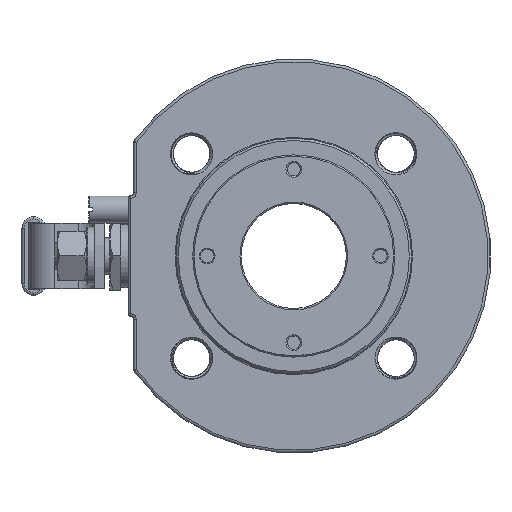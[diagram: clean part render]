
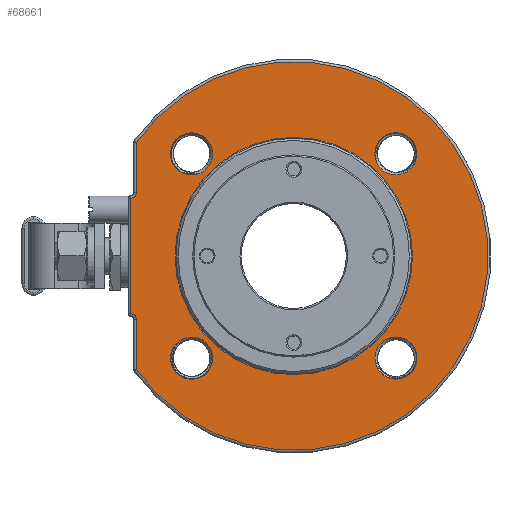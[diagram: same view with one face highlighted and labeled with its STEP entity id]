
A CAD part, left-side view. The second image highlights one B-rep face of the part: STEP entity #68661.
In plain terms, the highlighted planar face has unit normal (-1, 0, 0).
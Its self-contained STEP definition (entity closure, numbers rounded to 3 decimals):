
#1223 = EDGE_CURVE ( 'NONE', #13798, #13798, #14259, .T. ) ;
#1226 = EDGE_CURVE ( 'NONE', #63979, #63979, #14271, .T. ) ;
#1299 = EDGE_CURVE ( 'NONE', #65583, #65454, #62995, .T. ) ;
#1374 = EDGE_CURVE ( 'NONE', #65420, #65545, #20201, .T. ) ;
#1430 = EDGE_CURVE ( 'NONE', #65454, #65518, #65176, .T. ) ;
#3915 = AXIS2_PLACEMENT_3D ( 'NONE', #23028, #23031, #23034 ) ;
#4366 = AXIS2_PLACEMENT_3D ( 'NONE', #25626, #25628, #25630 ) ;
#12890 = CARTESIAN_POINT ( 'NONE',  ( -30.5, 60., -24. ) ) ;
#12922 = CARTESIAN_POINT ( 'NONE',  ( -30.5, 60., 43.313 ) ) ;
#12935 = CARTESIAN_POINT ( 'NONE',  ( -30.5, 62., 22. ) ) ;
#12979 = CARTESIAN_POINT ( 'NONE',  ( -30.5, 60., 24. ) ) ;
#13002 = CARTESIAN_POINT ( 'NONE',  ( -30.5, 62., -22. ) ) ;
#13031 = CARTESIAN_POINT ( 'NONE',  ( -30.5, 60., -43.313 ) ) ;
#13054 = CARTESIAN_POINT ( 'NONE',  ( -30.5, 62., 24. ) ) ;
#13056 = DIRECTION ( 'NONE',  ( -1., 0., 0. ) ) ;
#13059 = DIRECTION ( 'NONE',  ( 0., -1., 0. ) ) ;
#13798 = VERTEX_POINT ( 'NONE', #72080 ) ;
#13809 = VERTEX_POINT ( 'NONE', #73143 ) ;
#13822 = VERTEX_POINT ( 'NONE', #72619 ) ;
#13887 = VERTEX_POINT ( 'NONE', #67353 ) ;
#14259 = CIRCLE ( 'NONE', #20381, 8. ) ;
#14271 = CIRCLE ( 'NONE', #20398, 45.207 ) ;
#17764 = CARTESIAN_POINT ( 'NONE',  ( -30.5, 0., 0. ) ) ;
#17765 = DIRECTION ( 'NONE',  ( -1., 0., 0. ) ) ;
#17766 = DIRECTION ( 'NONE',  ( 0., -1., 0. ) ) ;
#18065 = CARTESIAN_POINT ( 'NONE',  ( -30.5, 62., -24. ) ) ;
#18066 = DIRECTION ( 'NONE',  ( -1., 0., 0. ) ) ;
#18067 = DIRECTION ( 'NONE',  ( 0., -1., 0. ) ) ;
#18315 = CARTESIAN_POINT ( 'NONE',  ( -30.5, 60., 0. ) ) ;
#18316 = DIRECTION ( 'NONE',  ( 0., 0., -1. ) ) ;
#19875 = DIRECTION ( 'NONE',  ( 1., 0., 0. ) ) ;
#19877 = DIRECTION ( 'NONE',  ( 0., -1., 0. ) ) ;
#19908 = CARTESIAN_POINT ( 'NONE',  ( -30.5, 0., 0. ) ) ;
#19910 = DIRECTION ( 'NONE',  ( 1., 0., 0. ) ) ;
#19912 = DIRECTION ( 'NONE',  ( 0., -1., 0. ) ) ;
#20156 = VECTOR ( 'NONE', #45967, 1000. ) ;
#20158 = LINE ( 'NONE', #46918, #20156 ) ;
#20170 = CIRCLE ( 'NONE', #20788, 8. ) ;
#20201 = CIRCLE ( 'NONE', #20929, 2. ) ;
#20381 = AXIS2_PLACEMENT_3D ( 'NONE', #34987, #19875, #19877 ) ;
#20398 = AXIS2_PLACEMENT_3D ( 'NONE', #19908, #19910, #19912 ) ;
#20668 = AXIS2_PLACEMENT_3D ( 'NONE', #17764, #17765, #17766 ) ;
#20788 = AXIS2_PLACEMENT_3D ( 'NONE', #47056, #45844, #45640 ) ;
#20929 = AXIS2_PLACEMENT_3D ( 'NONE', #18065, #18066, #18067 ) ;
#22991 = CARTESIAN_POINT ( 'NONE',  ( -30.5, 38.891, 38.891 ) ) ;
#22993 = DIRECTION ( 'NONE',  ( 1., 0., 0. ) ) ;
#22996 = DIRECTION ( 'NONE',  ( 0., -1., 0. ) ) ;
#23028 = CARTESIAN_POINT ( 'NONE',  ( -30.5, -38.891, 38.891 ) ) ;
#23031 = DIRECTION ( 'NONE',  ( 1., 0., 0. ) ) ;
#23034 = DIRECTION ( 'NONE',  ( 0., -1., 0. ) ) ;
#25624 = PLANE ( 'NONE',  #4366 ) ;
#25626 = CARTESIAN_POINT ( 'NONE',  ( -30.5, 75., 0. ) ) ;
#25628 = DIRECTION ( 'NONE',  ( -1., 0., 0. ) ) ;
#25630 = DIRECTION ( 'NONE',  ( 0., -1., 0. ) ) ;
#26716 = EDGE_CURVE ( 'NONE', #13887, #13887, #73974, .T. ) ;
#34987 = CARTESIAN_POINT ( 'NONE',  ( -30.5, 38.891, -38.891 ) ) ;
#38814 = EDGE_CURVE ( 'NONE', #13822, #13822, #20170, .T. ) ;
#38815 = EDGE_CURVE ( 'NONE', #65466, #65545, #20158, .T. ) ;
#38889 = EDGE_CURVE ( 'NONE', #65420, #65583, #52924, .T. ) ;
#39496 = EDGE_LOOP ( 'NONE', ( #57467 ) ) ;
#39497 = EDGE_LOOP ( 'NONE', ( #57948 ) ) ;
#39501 = EDGE_LOOP ( 'NONE', ( #57469 ) ) ;
#39502 = EDGE_LOOP ( 'NONE', ( #57909 ) ) ;
#39503 = EDGE_LOOP ( 'NONE', ( #57342 ) ) ;
#39509 = EDGE_LOOP ( 'NONE', ( #57836, #57477, #57998, #57996, #57987, #57985 ) ) ;
#45640 = DIRECTION ( 'NONE',  ( 0., -1., 0. ) ) ;
#45844 = DIRECTION ( 'NONE',  ( 1., 0., 0. ) ) ;
#45967 = DIRECTION ( 'NONE',  ( 0., 0., -1. ) ) ;
#46918 = CARTESIAN_POINT ( 'NONE',  ( -30.5, 62., 0. ) ) ;
#47056 = CARTESIAN_POINT ( 'NONE',  ( -30.5, -38.891, -38.891 ) ) ;
#47371 = AXIS2_PLACEMENT_3D ( 'NONE', #22991, #22993, #22996 ) ;
#52825 = FACE_BOUND ( 'NONE', #39503, .T. ) ;
#52841 = FACE_BOUND ( 'NONE', #39497, .T. ) ;
#52903 = FACE_BOUND ( 'NONE', #39502, .T. ) ;
#52924 = LINE ( 'NONE', #64781, #53573 ) ;
#52935 = FACE_BOUND ( 'NONE', #39496, .T. ) ;
#53267 = FACE_OUTER_BOUND ( 'NONE', #39509, .T. ) ;
#53409 = FACE_BOUND ( 'NONE', #39501, .T. ) ;
#53573 = VECTOR ( 'NONE', #64593, 1000. ) ;
#53619 = AXIS2_PLACEMENT_3D ( 'NONE', #13054, #13056, #13059 ) ;
#57342 = ORIENTED_EDGE ( 'NONE', *, *, #1223, .T. ) ;
#57467 = ORIENTED_EDGE ( 'NONE', *, *, #38814, .T. ) ;
#57469 = ORIENTED_EDGE ( 'NONE', *, *, #68180, .T. ) ;
#57477 = ORIENTED_EDGE ( 'NONE', *, *, #1299, .T. ) ;
#57836 = ORIENTED_EDGE ( 'NONE', *, *, #38889, .T. ) ;
#57909 = ORIENTED_EDGE ( 'NONE', *, *, #26716, .T. ) ;
#57948 = ORIENTED_EDGE ( 'NONE', *, *, #1226, .T. ) ;
#57985 = ORIENTED_EDGE ( 'NONE', *, *, #1374, .F. ) ;
#57987 = ORIENTED_EDGE ( 'NONE', *, *, #38815, .T. ) ;
#57996 = ORIENTED_EDGE ( 'NONE', *, *, #67975, .F. ) ;
#57998 = ORIENTED_EDGE ( 'NONE', *, *, #1430, .T. ) ;
#62995 = CIRCLE ( 'NONE', #20668, 74. ) ;
#63979 = VERTEX_POINT ( 'NONE', #70777 ) ;
#64593 = DIRECTION ( 'NONE',  ( 0., 0., -1. ) ) ;
#64781 = CARTESIAN_POINT ( 'NONE',  ( -30.5, 60., 0. ) ) ;
#64915 = VECTOR ( 'NONE', #18316, 1000. ) ;
#65176 = LINE ( 'NONE', #18315, #64915 ) ;
#65420 = VERTEX_POINT ( 'NONE', #12890 ) ;
#65454 = VERTEX_POINT ( 'NONE', #12922 ) ;
#65466 = VERTEX_POINT ( 'NONE', #12935 ) ;
#65518 = VERTEX_POINT ( 'NONE', #12979 ) ;
#65545 = VERTEX_POINT ( 'NONE', #13002 ) ;
#65583 = VERTEX_POINT ( 'NONE', #13031 ) ;
#67353 = CARTESIAN_POINT ( 'NONE',  ( -30.5, 38.891, 30.891 ) ) ;
#67975 = EDGE_CURVE ( 'NONE', #65466, #65518, #86004, .T. ) ;
#68180 = EDGE_CURVE ( 'NONE', #13809, #13809, #85466, .T. ) ;
#68661 = ADVANCED_FACE ( 'NONE', ( #52841, #53267, #52903, #53409, #52935, #52825 ), #25624, .T. ) ;
#70777 = CARTESIAN_POINT ( 'NONE',  ( -30.5, -45.207, 0. ) ) ;
#72080 = CARTESIAN_POINT ( 'NONE',  ( -30.5, 30.891, -38.891 ) ) ;
#72619 = CARTESIAN_POINT ( 'NONE',  ( -30.5, -38.891, -30.891 ) ) ;
#73143 = CARTESIAN_POINT ( 'NONE',  ( -30.5, -30.891, 38.891 ) ) ;
#73974 = CIRCLE ( 'NONE', #47371, 8. ) ;
#85466 = CIRCLE ( 'NONE', #3915, 8. ) ;
#86004 = CIRCLE ( 'NONE', #53619, 2. ) ;
